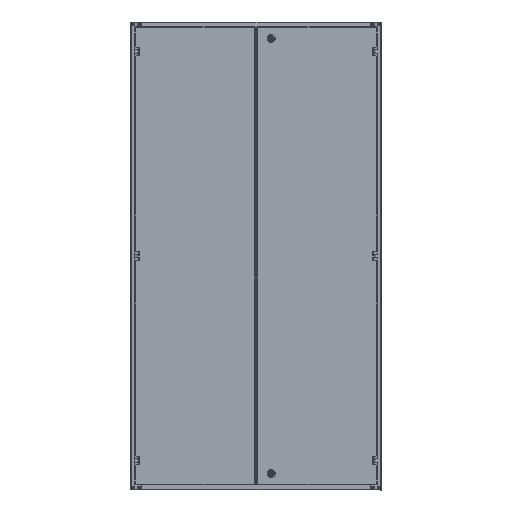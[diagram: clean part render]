
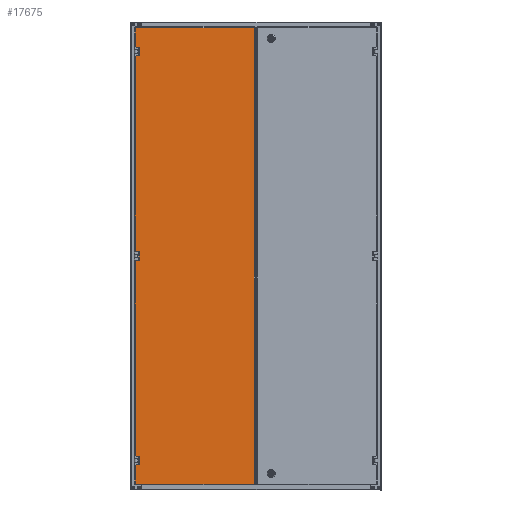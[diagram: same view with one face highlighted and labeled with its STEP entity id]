
A CAD part, top view. The second image highlights one B-rep face of the part: STEP entity #17675.
In plain terms, the highlighted planar face has unit normal (0, 0, 1).
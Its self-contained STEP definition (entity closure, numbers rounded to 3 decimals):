
#329 = CARTESIAN_POINT ( 'NONE',  ( 205., 725.9, 0. ) ) ;
#1023 = DIRECTION ( 'NONE',  ( 0., 1., 0. ) ) ;
#1532 = VECTOR ( 'NONE', #41432, 1000. ) ;
#2231 = VECTOR ( 'NONE', #42162, 1000. ) ;
#2729 = DIRECTION ( 'NONE',  ( -1., 0., 0. ) ) ;
#3033 = CARTESIAN_POINT ( 'NONE',  ( -214., -821., 0. ) ) ;
#3497 = VERTEX_POINT ( 'NONE', #22671 ) ;
#3669 = CARTESIAN_POINT ( 'NONE',  ( 205., -10.1, 0. ) ) ;
#3758 = VERTEX_POINT ( 'NONE', #55052 ) ;
#3868 = FACE_OUTER_BOUND ( 'NONE', #36088, .T. ) ;
#4189 = PLANE ( 'NONE',  #6752 ) ;
#4329 = ORIENTED_EDGE ( 'NONE', *, *, #38704, .F. ) ;
#4410 = CARTESIAN_POINT ( 'NONE',  ( 214., -746.1, 0. ) ) ;
#4864 = EDGE_CURVE ( 'NONE', #45470, #40657, #17723, .T. ) ;
#5022 = EDGE_CURVE ( 'NONE', #14561, #53684, #43929, .T. ) ;
#5182 = VERTEX_POINT ( 'NONE', #54981 ) ;
#6585 = CARTESIAN_POINT ( 'NONE',  ( 214., -10.1, 0. ) ) ;
#6752 = AXIS2_PLACEMENT_3D ( 'NONE', #38294, #38926, #63951 ) ;
#6838 = EDGE_CURVE ( 'NONE', #39636, #11246, #23820, .T. ) ;
#9239 = EDGE_CURVE ( 'NONE', #3497, #32611, #13451, .T. ) ;
#9587 = CARTESIAN_POINT ( 'NONE',  ( 214., 10.1, 0. ) ) ;
#9995 = LINE ( 'NONE', #29789, #12815 ) ;
#11246 = VERTEX_POINT ( 'NONE', #35339 ) ;
#12578 = LINE ( 'NONE', #27821, #36322 ) ;
#12815 = VECTOR ( 'NONE', #33396, 1000. ) ;
#13451 = LINE ( 'NONE', #3669, #45753 ) ;
#13456 = ORIENTED_EDGE ( 'NONE', *, *, #19856, .T. ) ;
#13729 = DIRECTION ( 'NONE',  ( 1., 0., 0. ) ) ;
#14069 = CARTESIAN_POINT ( 'NONE',  ( 205., -746.1, 0. ) ) ;
#14561 = VERTEX_POINT ( 'NONE', #23775 ) ;
#15046 = ORIENTED_EDGE ( 'NONE', *, *, #37102, .F. ) ;
#16185 = ORIENTED_EDGE ( 'NONE', *, *, #32996, .T. ) ;
#17121 = CARTESIAN_POINT ( 'NONE',  ( 214., -824., 0. ) ) ;
#17379 = EDGE_CURVE ( 'NONE', #3758, #5182, #50008, .T. ) ;
#17577 = DIRECTION ( 'NONE',  ( 0., -1., 0. ) ) ;
#17675 = ADVANCED_FACE ( 'NONE', ( #3868 ), #4189, .T. ) ;
#17709 = ORIENTED_EDGE ( 'NONE', *, *, #17379, .F. ) ;
#17723 = LINE ( 'NONE', #57313, #20165 ) ;
#18018 = ORIENTED_EDGE ( 'NONE', *, *, #44567, .T. ) ;
#18452 = VECTOR ( 'NONE', #58909, 1000. ) ;
#18557 = CARTESIAN_POINT ( 'NONE',  ( 214., 821., 0. ) ) ;
#19316 = CARTESIAN_POINT ( 'NONE',  ( 214., -824., 0. ) ) ;
#19856 = EDGE_CURVE ( 'NONE', #25615, #5182, #60302, .T. ) ;
#20165 = VECTOR ( 'NONE', #32644, 1000. ) ;
#20243 = VECTOR ( 'NONE', #29680, 1000. ) ;
#21791 = LINE ( 'NONE', #38604, #33000 ) ;
#22200 = VERTEX_POINT ( 'NONE', #40359 ) ;
#22206 = VECTOR ( 'NONE', #35367, 1000. ) ;
#22388 = ORIENTED_EDGE ( 'NONE', *, *, #5022, .T. ) ;
#22671 = CARTESIAN_POINT ( 'NONE',  ( 205., -10.1, 0. ) ) ;
#23775 = CARTESIAN_POINT ( 'NONE',  ( 214., 746.1, 0. ) ) ;
#23820 = LINE ( 'NONE', #14069, #59861 ) ;
#23898 = VERTEX_POINT ( 'NONE', #4410 ) ;
#24294 = CARTESIAN_POINT ( 'NONE',  ( -214., 821., 0. ) ) ;
#24554 = ORIENTED_EDGE ( 'NONE', *, *, #37909, .F. ) ;
#24818 = LINE ( 'NONE', #60840, #20243 ) ;
#25092 = CARTESIAN_POINT ( 'NONE',  ( 214., -821., 0. ) ) ;
#25423 = LINE ( 'NONE', #49726, #46635 ) ;
#25615 = VERTEX_POINT ( 'NONE', #9587 ) ;
#25690 = ORIENTED_EDGE ( 'NONE', *, *, #9239, .F. ) ;
#26874 = DIRECTION ( 'NONE',  ( -1., 0., 0. ) ) ;
#27821 = CARTESIAN_POINT ( 'NONE',  ( 205., -725.9, 0. ) ) ;
#29542 = VECTOR ( 'NONE', #56192, 1000. ) ;
#29680 = DIRECTION ( 'NONE',  ( -1., 0., 0. ) ) ;
#29789 = CARTESIAN_POINT ( 'NONE',  ( 214., -824., 0. ) ) ;
#31497 = ORIENTED_EDGE ( 'NONE', *, *, #41760, .F. ) ;
#32611 = VERTEX_POINT ( 'NONE', #6585 ) ;
#32644 = DIRECTION ( 'NONE',  ( 1., 0., 0. ) ) ;
#32945 = VERTEX_POINT ( 'NONE', #24294 ) ;
#32954 = VECTOR ( 'NONE', #2729, 1000. ) ;
#32996 = EDGE_CURVE ( 'NONE', #40657, #23898, #9995, .T. ) ;
#33000 = VECTOR ( 'NONE', #17577, 1000. ) ;
#33396 = DIRECTION ( 'NONE',  ( 0., 1., 0. ) ) ;
#33619 = EDGE_CURVE ( 'NONE', #22200, #3497, #51315, .T. ) ;
#35339 = CARTESIAN_POINT ( 'NONE',  ( 205., -746.1, 0. ) ) ;
#35367 = DIRECTION ( 'NONE',  ( -1., 0., 0. ) ) ;
#36088 = EDGE_LOOP ( 'NONE', ( #17709, #24554, #15046, #22388, #50184, #18018, #57885, #16185, #4329, #51631, #31497, #61444, #25690, #56434, #48066, #13456 ) ) ;
#36322 = VECTOR ( 'NONE', #26874, 1000. ) ;
#37035 = DIRECTION ( 'NONE',  ( 0., -1., 0. ) ) ;
#37102 = EDGE_CURVE ( 'NONE', #14561, #51927, #46570, .T. ) ;
#37909 = EDGE_CURVE ( 'NONE', #51927, #3758, #21791, .T. ) ;
#38294 = CARTESIAN_POINT ( 'NONE',  ( 0., 0., 0. ) ) ;
#38604 = CARTESIAN_POINT ( 'NONE',  ( 205., 746.1, 0. ) ) ;
#38704 = EDGE_CURVE ( 'NONE', #11246, #23898, #48740, .T. ) ;
#38926 = DIRECTION ( 'NONE',  ( 0., 0., 1. ) ) ;
#39636 = VERTEX_POINT ( 'NONE', #45862 ) ;
#40359 = CARTESIAN_POINT ( 'NONE',  ( 205., 10.1, 0. ) ) ;
#40657 = VERTEX_POINT ( 'NONE', #25092 ) ;
#40675 = EDGE_CURVE ( 'NONE', #48711, #32611, #25423, .T. ) ;
#41432 = DIRECTION ( 'NONE',  ( 0., 1., 0. ) ) ;
#41760 = EDGE_CURVE ( 'NONE', #48711, #39636, #12578, .T. ) ;
#42162 = DIRECTION ( 'NONE',  ( 0., -1., 0. ) ) ;
#43251 = DIRECTION ( 'NONE',  ( 1., 0., 0. ) ) ;
#43929 = LINE ( 'NONE', #19316, #18452 ) ;
#44567 = EDGE_CURVE ( 'NONE', #32945, #45470, #56156, .T. ) ;
#44826 = DIRECTION ( 'NONE',  ( 0., -1., 0. ) ) ;
#45388 = LINE ( 'NONE', #50616, #22206 ) ;
#45470 = VERTEX_POINT ( 'NONE', #3033 ) ;
#45753 = VECTOR ( 'NONE', #43251, 1000. ) ;
#45862 = CARTESIAN_POINT ( 'NONE',  ( 205., -725.9, 0. ) ) ;
#46232 = CARTESIAN_POINT ( 'NONE',  ( 205., 746.1, 0. ) ) ;
#46570 = LINE ( 'NONE', #46232, #32954 ) ;
#46635 = VECTOR ( 'NONE', #1023, 1000. ) ;
#48066 = ORIENTED_EDGE ( 'NONE', *, *, #58867, .F. ) ;
#48711 = VERTEX_POINT ( 'NONE', #51488 ) ;
#48740 = LINE ( 'NONE', #63404, #50684 ) ;
#49726 = CARTESIAN_POINT ( 'NONE',  ( 214., -824., 0. ) ) ;
#50008 = LINE ( 'NONE', #329, #29542 ) ;
#50184 = ORIENTED_EDGE ( 'NONE', *, *, #61852, .T. ) ;
#50616 = CARTESIAN_POINT ( 'NONE',  ( 205., 10.1, 0. ) ) ;
#50684 = VECTOR ( 'NONE', #13729, 1000. ) ;
#51315 = LINE ( 'NONE', #56525, #62457 ) ;
#51488 = CARTESIAN_POINT ( 'NONE',  ( 214., -725.9, 0. ) ) ;
#51631 = ORIENTED_EDGE ( 'NONE', *, *, #6838, .F. ) ;
#51927 = VERTEX_POINT ( 'NONE', #60180 ) ;
#53684 = VERTEX_POINT ( 'NONE', #18557 ) ;
#54981 = CARTESIAN_POINT ( 'NONE',  ( 214., 725.9, 0. ) ) ;
#55052 = CARTESIAN_POINT ( 'NONE',  ( 205., 725.9, 0. ) ) ;
#56156 = LINE ( 'NONE', #60726, #2231 ) ;
#56192 = DIRECTION ( 'NONE',  ( 1., 0., 0. ) ) ;
#56434 = ORIENTED_EDGE ( 'NONE', *, *, #33619, .F. ) ;
#56525 = CARTESIAN_POINT ( 'NONE',  ( 205., 10.1, 0. ) ) ;
#57313 = CARTESIAN_POINT ( 'NONE',  ( -214., -821., 0. ) ) ;
#57885 = ORIENTED_EDGE ( 'NONE', *, *, #4864, .T. ) ;
#58867 = EDGE_CURVE ( 'NONE', #25615, #22200, #45388, .T. ) ;
#58909 = DIRECTION ( 'NONE',  ( 0., 1., 0. ) ) ;
#59861 = VECTOR ( 'NONE', #44826, 1000. ) ;
#60180 = CARTESIAN_POINT ( 'NONE',  ( 205., 746.1, 0. ) ) ;
#60302 = LINE ( 'NONE', #17121, #1532 ) ;
#60726 = CARTESIAN_POINT ( 'NONE',  ( -214., 824., 0. ) ) ;
#60840 = CARTESIAN_POINT ( 'NONE',  ( 214., 821., 0. ) ) ;
#61444 = ORIENTED_EDGE ( 'NONE', *, *, #40675, .T. ) ;
#61852 = EDGE_CURVE ( 'NONE', #53684, #32945, #24818, .T. ) ;
#62457 = VECTOR ( 'NONE', #37035, 1000. ) ;
#63404 = CARTESIAN_POINT ( 'NONE',  ( 205., -746.1, 0. ) ) ;
#63951 = DIRECTION ( 'NONE',  ( 1., 0., 0. ) ) ;
